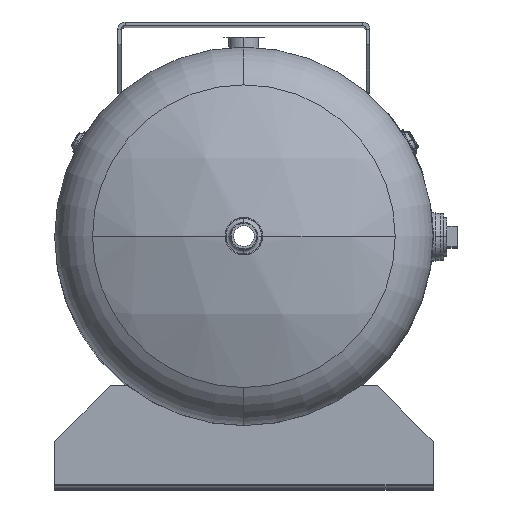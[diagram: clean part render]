
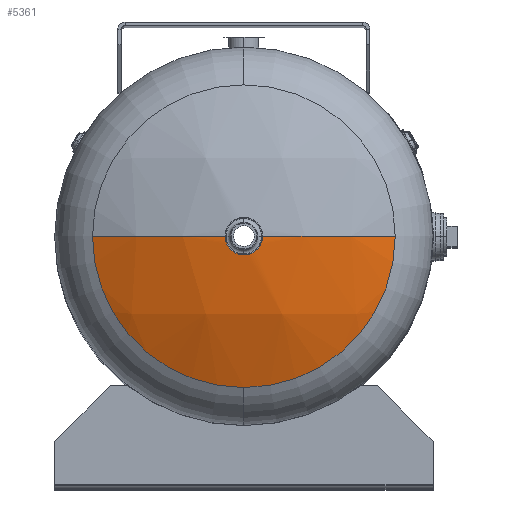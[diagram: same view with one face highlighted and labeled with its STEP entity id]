
A CAD part, top view. The second image highlights one B-rep face of the part: STEP entity #5361.
In plain terms, the highlighted spherical face has radius 548.64 mm.
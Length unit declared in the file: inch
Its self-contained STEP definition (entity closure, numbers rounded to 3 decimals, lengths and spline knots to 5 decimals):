
#381 = VERTEX_POINT ( 'NONE', #9263 ) ;
#434 = VERTEX_POINT ( 'NONE', #9021 ) ;
#450 = VERTEX_POINT ( 'NONE', #8986 ) ;
#513 = VERTEX_POINT ( 'NONE', #9278 ) ;
#520 = VERTEX_POINT ( 'NONE', #9116 ) ;
#995 = DIRECTION ( 'NONE',  ( 0., 0., -1. ) ) ;
#1005 = DIRECTION ( 'NONE',  ( -1., 0., 0. ) ) ;
#1021 = DIRECTION ( 'NONE',  ( 0., 0., 1. ) ) ;
#1027 = CARTESIAN_POINT ( 'NONE',  ( 0., 0., 34.48217 ) ) ;
#1041 = DIRECTION ( 'NONE',  ( 1., 0., 0. ) ) ;
#1043 = DIRECTION ( 'NONE',  ( 0., -1., 0. ) ) ;
#1155 = CARTESIAN_POINT ( 'NONE',  ( 0., 0., 12.9 ) ) ;
#1408 = DIRECTION ( 'NONE',  ( 0., 1., 0. ) ) ;
#1439 = CARTESIAN_POINT ( 'NONE',  ( 0., 0., 32.24942 ) ) ;
#2017 = ORIENTED_EDGE ( 'NONE', *, *, #10077, .F. ) ;
#2064 = ORIENTED_EDGE ( 'NONE', *, *, #10079, .F. ) ;
#2076 = ORIENTED_EDGE ( 'NONE', *, *, #10137, .F. ) ;
#2112 = ORIENTED_EDGE ( 'NONE', *, *, #10100, .F. ) ;
#4311 = CARTESIAN_POINT ( 'NONE',  ( 0., 0., 12.9 ) ) ;
#4312 = DIRECTION ( 'NONE',  ( 0., -1., 0. ) ) ;
#4457 = DIRECTION ( 'NONE',  ( 1., 0., 0. ) ) ;
#4961 = AXIS2_PLACEMENT_3D ( 'NONE', #4311, #4312, #4457 ) ;
#5361 = ADVANCED_FACE ( 'NONE', ( #8147 ), #8150, .T. ) ;
#5793 = CIRCLE ( 'NONE', #6735, 9.6 ) ;
#5800 = CIRCLE ( 'NONE', #6743, 21.6 ) ;
#5815 = CIRCLE ( 'NONE', #6748, 0.8775 ) ;
#5849 = CIRCLE ( 'NONE', #6775, 9.6 ) ;
#6733 = AXIS2_PLACEMENT_3D ( 'NONE', #7022, #7010, #6977 ) ;
#6735 = AXIS2_PLACEMENT_3D ( 'NONE', #1439, #995, #1408 ) ;
#6743 = AXIS2_PLACEMENT_3D ( 'NONE', #1155, #1043, #1041 ) ;
#6748 = AXIS2_PLACEMENT_3D ( 'NONE', #1027, #1021, #1005 ) ;
#6775 = AXIS2_PLACEMENT_3D ( 'NONE', #11270, #11239, #11190 ) ;
#6977 = DIRECTION ( 'NONE',  ( 0., 0., 1. ) ) ;
#7010 = DIRECTION ( 'NONE',  ( 0., 1., 0. ) ) ;
#7022 = CARTESIAN_POINT ( 'NONE',  ( 0., 0., 12.9 ) ) ;
#7993 = EDGE_LOOP ( 'NONE', ( #2112, #9458, #2064, #2076, #2017 ) ) ;
#8147 = FACE_OUTER_BOUND ( 'NONE', #7993, .T. ) ;
#8150 = SPHERICAL_SURFACE ( 'NONE', #4961, 21.6 ) ;
#8302 = CIRCLE ( 'NONE', #6733, 21.6 ) ;
#8986 = CARTESIAN_POINT ( 'NONE',  ( 0.8775, 0., 34.48217 ) ) ;
#9021 = CARTESIAN_POINT ( 'NONE',  ( -9.6, 0., 32.24942 ) ) ;
#9116 = CARTESIAN_POINT ( 'NONE',  ( 0., -9.6, 32.24942 ) ) ;
#9263 = CARTESIAN_POINT ( 'NONE',  ( 9.6, 0., 32.24942 ) ) ;
#9278 = CARTESIAN_POINT ( 'NONE',  ( -0.8775, 0., 34.48217 ) ) ;
#9458 = ORIENTED_EDGE ( 'NONE', *, *, #10089, .T. ) ;
#10077 = EDGE_CURVE ( 'NONE', #450, #381, #8302, .T. ) ;
#10079 = EDGE_CURVE ( 'NONE', #520, #434, #5793, .T. ) ;
#10089 = EDGE_CURVE ( 'NONE', #513, #434, #5800, .T. ) ;
#10100 = EDGE_CURVE ( 'NONE', #513, #450, #5815, .T. ) ;
#10137 = EDGE_CURVE ( 'NONE', #381, #520, #5849, .T. ) ;
#11190 = DIRECTION ( 'NONE',  ( 0., 1., 0. ) ) ;
#11239 = DIRECTION ( 'NONE',  ( 0., 0., -1. ) ) ;
#11270 = CARTESIAN_POINT ( 'NONE',  ( 0., 0., 32.24942 ) ) ;
